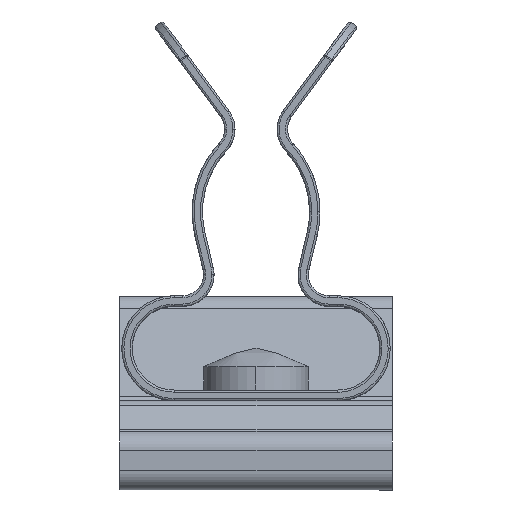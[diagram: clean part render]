
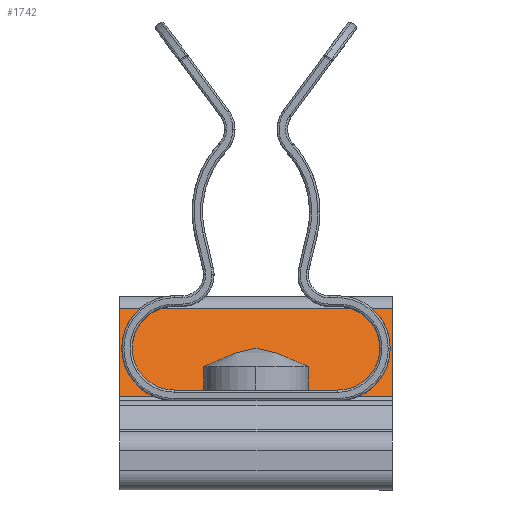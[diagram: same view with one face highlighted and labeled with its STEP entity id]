
A CAD part, top view. The second image highlights one B-rep face of the part: STEP entity #1742.
In plain terms, the highlighted face is planar.
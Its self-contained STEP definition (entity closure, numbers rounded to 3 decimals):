
#83 = LINE ( 'NONE', #3874, #10468 ) ;
#121 = CARTESIAN_POINT ( 'NONE',  ( -589.835, -205.367, 13. ) ) ;
#227 = VECTOR ( 'NONE', #4614, 1000. ) ;
#371 = EDGE_CURVE ( 'NONE', #16152, #14722, #17811, .T. ) ;
#862 = DIRECTION ( 'NONE',  ( -0.94, 0.342, 0. ) ) ;
#1742 = ADVANCED_FACE ( 'NONE', ( #10195 ), #15907, .T. ) ;
#1949 = LINE ( 'NONE', #14898, #6070 ) ;
#2740 = AXIS2_PLACEMENT_3D ( 'NONE', #3682, #862, #16185 ) ;
#3512 = DIRECTION ( 'NONE',  ( 0., 0., 1. ) ) ;
#3682 = CARTESIAN_POINT ( 'NONE',  ( -589.835, -205.367, 0. ) ) ;
#3874 = CARTESIAN_POINT ( 'NONE',  ( -588.303, -201.156, 13. ) ) ;
#4614 = DIRECTION ( 'NONE',  ( 0., 0., -1. ) ) ;
#4699 = CARTESIAN_POINT ( 'NONE',  ( -588.303, -201.156, 0. ) ) ;
#4978 = CARTESIAN_POINT ( 'NONE',  ( -589.835, -205.367, 0. ) ) ;
#5022 = DIRECTION ( 'NONE',  ( -0.342, -0.94, 0. ) ) ;
#6070 = VECTOR ( 'NONE', #3512, 1000. ) ;
#6797 = EDGE_CURVE ( 'NONE', #14722, #6949, #1949, .T. ) ;
#6949 = VERTEX_POINT ( 'NONE', #121 ) ;
#7146 = CARTESIAN_POINT ( 'NONE',  ( -588.303, -201.156, 0. ) ) ;
#7230 = ORIENTED_EDGE ( 'NONE', *, *, #12024, .F. ) ;
#8409 = ORIENTED_EDGE ( 'NONE', *, *, #6797, .T. ) ;
#8772 = EDGE_CURVE ( 'NONE', #18181, #16152, #17570, .T. ) ;
#9527 = DIRECTION ( 'NONE',  ( -0.342, -0.94, 0. ) ) ;
#10195 = FACE_OUTER_BOUND ( 'NONE', #10231, .T. ) ;
#10231 = EDGE_LOOP ( 'NONE', ( #16280, #8409, #7230, #17821 ) ) ;
#10468 = VECTOR ( 'NONE', #9527, 1000. ) ;
#10514 = CARTESIAN_POINT ( 'NONE',  ( -588.303, -201.156, 13. ) ) ;
#12018 = VECTOR ( 'NONE', #5022, 1000. ) ;
#12024 = EDGE_CURVE ( 'NONE', #18181, #6949, #83, .T. ) ;
#14722 = VERTEX_POINT ( 'NONE', #4978 ) ;
#14898 = CARTESIAN_POINT ( 'NONE',  ( -589.835, -205.367, 13. ) ) ;
#15085 = CARTESIAN_POINT ( 'NONE',  ( -588.303, -201.156, 0. ) ) ;
#15907 = PLANE ( 'NONE',  #2740 ) ;
#16152 = VERTEX_POINT ( 'NONE', #7146 ) ;
#16185 = DIRECTION ( 'NONE',  ( -0.342, -0.94, 0. ) ) ;
#16280 = ORIENTED_EDGE ( 'NONE', *, *, #371, .T. ) ;
#17570 = LINE ( 'NONE', #4699, #227 ) ;
#17811 = LINE ( 'NONE', #15085, #12018 ) ;
#17821 = ORIENTED_EDGE ( 'NONE', *, *, #8772, .T. ) ;
#18181 = VERTEX_POINT ( 'NONE', #10514 ) ;
